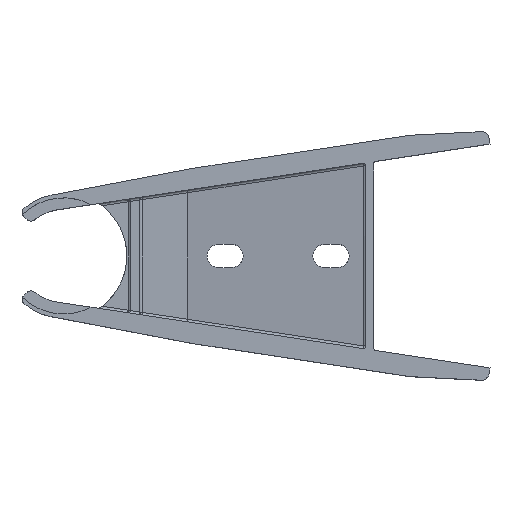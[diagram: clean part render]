
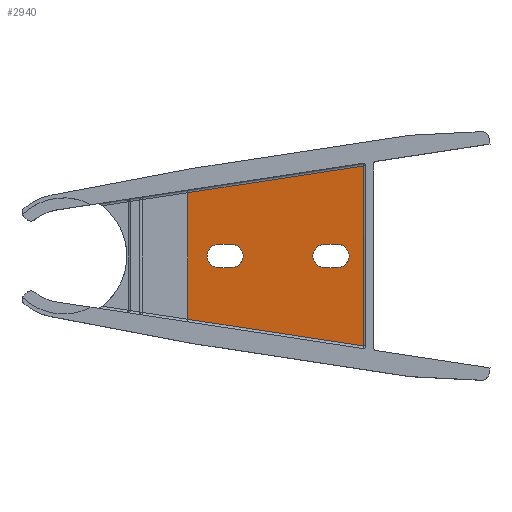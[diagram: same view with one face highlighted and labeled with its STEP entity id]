
A CAD part, top view. The second image highlights one B-rep face of the part: STEP entity #2940.
In plain terms, the highlighted free-form (B-spline) face has degree [1, 1] with [2, 2] control points.
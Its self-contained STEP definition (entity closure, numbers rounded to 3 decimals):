
#2223 = VERTEX_POINT('',#2224);
#2224 = CARTESIAN_POINT('',(94.367,28.295,
    20.206));
#2337 = VERTEX_POINT('',#2338);
#2338 = CARTESIAN_POINT('',(94.367,-28.295,
    20.206));
#2372 = VERTEX_POINT('',#2373);
#2373 = CARTESIAN_POINT('',(39.059,19.888,
    11.79));
#2398 = EDGE_CURVE('',#2372,#2223,#2399,.T.);
#2399 = B_SPLINE_CURVE_WITH_KNOTS('',1,(#2400,#2401),.UNSPECIFIED.,.F.,
  .F.,(2,2),(28.254,97.887),.PIECEWISE_BEZIER_KNOTS.);
#2400 = CARTESIAN_POINT('',(39.059,19.888,
    11.79));
#2401 = CARTESIAN_POINT('',(94.367,28.295,
    20.206));
#2435 = VERTEX_POINT('',#2436);
#2436 = CARTESIAN_POINT('',(39.059,-19.888,
    11.79));
#2471 = EDGE_CURVE('',#2337,#2435,#2472,.T.);
#2472 = B_SPLINE_CURVE_WITH_KNOTS('',1,(#2473,#2474),.UNSPECIFIED.,.F.,
  .F.,(2,2),(-97.887,-28.254),.PIECEWISE_BEZIER_KNOTS.);
#2473 = CARTESIAN_POINT('',(94.367,-28.295,
    20.206));
#2474 = CARTESIAN_POINT('',(39.059,-19.888,
    11.79));
#2487 = EDGE_CURVE('',#2435,#2372,#2488,.T.);
#2488 = B_SPLINE_CURVE_WITH_KNOTS('',1,(#2489,#2490),.UNSPECIFIED.,.F.,
  .F.,(2,2),(-24.479,24.479),.PIECEWISE_BEZIER_KNOTS.);
#2489 = CARTESIAN_POINT('',(39.059,-19.888,
    11.79));
#2490 = CARTESIAN_POINT('',(39.059,19.888,
    11.79));
#2551 = EDGE_CURVE('',#2223,#2337,#2552,.T.);
#2552 = B_SPLINE_CURVE_WITH_KNOTS('',1,(#2553,#2554),.UNSPECIFIED.,.F.,
  .F.,(2,2),(-34.827,34.827),.PIECEWISE_BEZIER_KNOTS.);
#2553 = CARTESIAN_POINT('',(94.367,28.295,
    20.206));
#2554 = CARTESIAN_POINT('',(94.367,-28.295,
    20.206));
#2940 = ADVANCED_FACE('',(#2941,#2947,#2983),#3019,.T.);
#2941 = FACE_BOUND('',#2942,.T.);
#2942 = EDGE_LOOP('',(#2943,#2944,#2945,#2946));
#2943 = ORIENTED_EDGE('',*,*,#2471,.F.);
#2944 = ORIENTED_EDGE('',*,*,#2551,.F.);
#2945 = ORIENTED_EDGE('',*,*,#2398,.F.);
#2946 = ORIENTED_EDGE('',*,*,#2487,.F.);
#2947 = FACE_BOUND('',#2948,.T.);
#2948 = EDGE_LOOP('',(#2949,#2958,#2968,#2975));
#2949 = ORIENTED_EDGE('',*,*,#2950,.T.);
#2950 = EDGE_CURVE('',#2951,#2953,#2955,.T.);
#2951 = VERTEX_POINT('',#2952);
#2952 = CARTESIAN_POINT('',(86.12,-3.656,
    18.951));
#2953 = VERTEX_POINT('',#2954);
#2954 = CARTESIAN_POINT('',(82.058,-3.656,
    18.333));
#2955 = B_SPLINE_CURVE_WITH_KNOTS('',1,(#2956,#2957),.UNSPECIFIED.,.F.,
  .F.,(2,2),(-33.56,-28.502),.PIECEWISE_BEZIER_KNOTS.);
#2956 = CARTESIAN_POINT('',(86.12,-3.656,
    18.951));
#2957 = CARTESIAN_POINT('',(82.058,-3.656,
    18.333));
#2958 = ORIENTED_EDGE('',*,*,#2959,.T.);
#2959 = EDGE_CURVE('',#2953,#2960,#2962,.T.);
#2960 = VERTEX_POINT('',#2961);
#2961 = CARTESIAN_POINT('',(82.058,3.656,
    18.333));
#2962 = ( BOUNDED_CURVE() B_SPLINE_CURVE(2,(#2963,#2964,#2965,#2966,
#2967),.UNSPECIFIED.,.F.,.F.) B_SPLINE_CURVE_WITH_KNOTS((3,2,3),(
    4.712,6.283,7.854),
.PIECEWISE_BEZIER_KNOTS.) CURVE() GEOMETRIC_REPRESENTATION_ITEM() 
RATIONAL_B_SPLINE_CURVE((1.,0.707,1.,0.707,1.)) 
REPRESENTATION_ITEM('') );
#2963 = CARTESIAN_POINT('',(82.058,-3.656,
    18.333));
#2964 = CARTESIAN_POINT('',(78.402,-3.656,
    17.777));
#2965 = CARTESIAN_POINT('',(78.402,0.,
    17.777));
#2966 = CARTESIAN_POINT('',(78.402,3.656,
    17.777));
#2967 = CARTESIAN_POINT('',(82.058,3.656,
    18.333));
#2968 = ORIENTED_EDGE('',*,*,#2969,.T.);
#2969 = EDGE_CURVE('',#2960,#2970,#2972,.T.);
#2970 = VERTEX_POINT('',#2971);
#2971 = CARTESIAN_POINT('',(86.12,3.656,
    18.951));
#2972 = B_SPLINE_CURVE_WITH_KNOTS('',1,(#2973,#2974),.UNSPECIFIED.,.F.,
  .F.,(2,2),(26.031,31.088),.PIECEWISE_BEZIER_KNOTS.);
#2973 = CARTESIAN_POINT('',(82.058,3.656,
    18.333));
#2974 = CARTESIAN_POINT('',(86.12,3.656,
    18.951));
#2975 = ORIENTED_EDGE('',*,*,#2976,.T.);
#2976 = EDGE_CURVE('',#2970,#2951,#2977,.T.);
#2977 = ( BOUNDED_CURVE() B_SPLINE_CURVE(2,(#2978,#2979,#2980,#2981,
#2982),.UNSPECIFIED.,.F.,.F.) B_SPLINE_CURVE_WITH_KNOTS((3,2,3),(
    4.712,6.283,7.854),
.PIECEWISE_BEZIER_KNOTS.) CURVE() GEOMETRIC_REPRESENTATION_ITEM() 
RATIONAL_B_SPLINE_CURVE((1.,0.707,1.,0.707,1.)) 
REPRESENTATION_ITEM('') );
#2978 = CARTESIAN_POINT('',(86.12,3.656,
    18.951));
#2979 = CARTESIAN_POINT('',(89.776,3.656,
    19.508));
#2980 = CARTESIAN_POINT('',(89.776,0.,
    19.508));
#2981 = CARTESIAN_POINT('',(89.776,-3.656,
    19.508));
#2982 = CARTESIAN_POINT('',(86.12,-3.656,
    18.951));
#2983 = FACE_BOUND('',#2984,.T.);
#2984 = EDGE_LOOP('',(#2985,#2994,#3004,#3011));
#2985 = ORIENTED_EDGE('',*,*,#2986,.T.);
#2986 = EDGE_CURVE('',#2987,#2989,#2991,.T.);
#2987 = VERTEX_POINT('',#2988);
#2988 = CARTESIAN_POINT('',(52.81,-3.656,
    13.882));
#2989 = VERTEX_POINT('',#2990);
#2990 = CARTESIAN_POINT('',(48.747,-3.656,
    13.264));
#2991 = B_SPLINE_CURVE_WITH_KNOTS('',1,(#2992,#2993),.UNSPECIFIED.,.F.,
  .F.,(2,2),(-12.355,-7.297),.PIECEWISE_BEZIER_KNOTS.);
#2992 = CARTESIAN_POINT('',(52.81,-3.656,
    13.882));
#2993 = CARTESIAN_POINT('',(48.747,-3.656,
    13.264));
#2994 = ORIENTED_EDGE('',*,*,#2995,.T.);
#2995 = EDGE_CURVE('',#2989,#2996,#2998,.T.);
#2996 = VERTEX_POINT('',#2997);
#2997 = CARTESIAN_POINT('',(48.747,3.656,13.264
    ));
#2998 = ( BOUNDED_CURVE() B_SPLINE_CURVE(2,(#2999,#3000,#3001,#3002,
#3003),.UNSPECIFIED.,.F.,.F.) B_SPLINE_CURVE_WITH_KNOTS((3,2,3),(
    4.712,6.283,7.854),
.PIECEWISE_BEZIER_KNOTS.) CURVE() GEOMETRIC_REPRESENTATION_ITEM() 
RATIONAL_B_SPLINE_CURVE((1.,0.707,1.,0.707,1.)) 
REPRESENTATION_ITEM('') );
#2999 = CARTESIAN_POINT('',(48.747,-3.656,
    13.264));
#3000 = CARTESIAN_POINT('',(45.091,-3.656,
    12.708));
#3001 = CARTESIAN_POINT('',(45.091,0.,
    12.708));
#3002 = CARTESIAN_POINT('',(45.091,3.656,
    12.708));
#3003 = CARTESIAN_POINT('',(48.747,3.656,13.264
    ));
#3004 = ORIENTED_EDGE('',*,*,#3005,.T.);
#3005 = EDGE_CURVE('',#2996,#3006,#3008,.T.);
#3006 = VERTEX_POINT('',#3007);
#3007 = CARTESIAN_POINT('',(52.81,3.656,
    13.882));
#3008 = B_SPLINE_CURVE_WITH_KNOTS('',1,(#3009,#3010),.UNSPECIFIED.,.F.,
  .F.,(2,2),(4.826,9.883),.PIECEWISE_BEZIER_KNOTS.);
#3009 = CARTESIAN_POINT('',(48.747,3.656,13.264
    ));
#3010 = CARTESIAN_POINT('',(52.81,3.656,
    13.882));
#3011 = ORIENTED_EDGE('',*,*,#3012,.T.);
#3012 = EDGE_CURVE('',#3006,#2987,#3013,.T.);
#3013 = ( BOUNDED_CURVE() B_SPLINE_CURVE(2,(#3014,#3015,#3016,#3017,
#3018),.UNSPECIFIED.,.F.,.F.) B_SPLINE_CURVE_WITH_KNOTS((3,2,3),(
    4.712,6.283,7.854),
.PIECEWISE_BEZIER_KNOTS.) CURVE() GEOMETRIC_REPRESENTATION_ITEM() 
RATIONAL_B_SPLINE_CURVE((1.,0.707,1.,0.707,1.)) 
REPRESENTATION_ITEM('') );
#3014 = CARTESIAN_POINT('',(52.81,3.656,
    13.882));
#3015 = CARTESIAN_POINT('',(56.466,3.656,
    14.439));
#3016 = CARTESIAN_POINT('',(56.466,0.,
    14.439));
#3017 = CARTESIAN_POINT('',(56.466,-3.656,
    14.439));
#3018 = CARTESIAN_POINT('',(52.81,-3.656,
    13.882));
#3019 = B_SPLINE_SURFACE_WITH_KNOTS('',1,1,(
    (#3020,#3021)
    ,(#3022,#3023
    )),.UNSPECIFIED.,.F.,.F.,.F.,(2,2),(2,2),(0.076,
    68.935),(-34.827,34.827),
  .PIECEWISE_BEZIER_KNOTS.);
#3020 = CARTESIAN_POINT('',(39.059,-28.295,
    11.79));
#3021 = CARTESIAN_POINT('',(39.059,28.295,
    11.79));
#3022 = CARTESIAN_POINT('',(94.367,-28.295,
    20.206));
#3023 = CARTESIAN_POINT('',(94.367,28.295,
    20.206));
